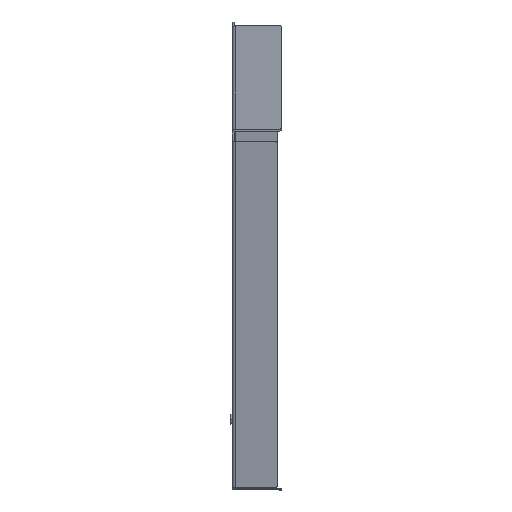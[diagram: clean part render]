
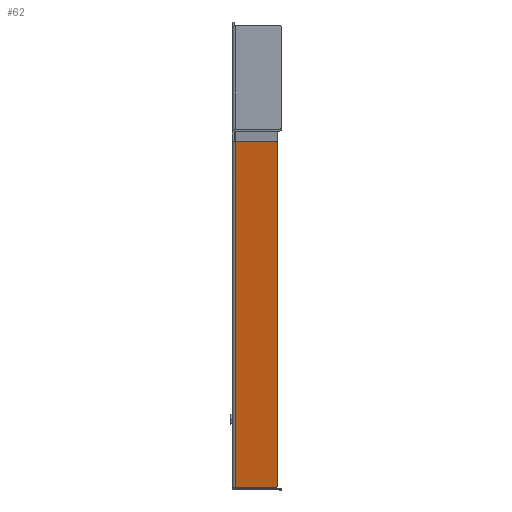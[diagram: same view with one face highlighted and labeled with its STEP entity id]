
A CAD part, front view. The second image highlights one B-rep face of the part: STEP entity #62.
In plain terms, the highlighted planar face has unit normal (0, -0.978, -0.208).
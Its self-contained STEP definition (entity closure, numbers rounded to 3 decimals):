
#62=ADVANCED_FACE('',(#168),#1606,.T.);
#168=FACE_OUTER_BOUND('',#259,.T.);
#259=EDGE_LOOP('',(#503,#504,#505,#506,#507,#508));
#503=ORIENTED_EDGE('',*,*,#933,.F.);
#504=ORIENTED_EDGE('',*,*,#1006,.T.);
#505=ORIENTED_EDGE('',*,*,#931,.T.);
#506=ORIENTED_EDGE('',*,*,#938,.T.);
#507=ORIENTED_EDGE('',*,*,#936,.T.);
#508=ORIENTED_EDGE('',*,*,#1008,.T.);
#931=EDGE_CURVE('',#1540,#1496,#1173,.T.);
#933=EDGE_CURVE('',#1542,#1541,#1175,.T.);
#936=EDGE_CURVE('',#1498,#1544,#1178,.T.);
#938=EDGE_CURVE('',#1496,#1498,#1180,.T.);
#1006=EDGE_CURVE('',#1542,#1540,#1288,.T.);
#1008=EDGE_CURVE('',#1544,#1541,#1290,.T.);
#1173=B_SPLINE_CURVE_WITH_KNOTS('',1,(#2685,#2686),.UNSPECIFIED.,.F.,.F.,
(2,2),(0.,20.),.UNSPECIFIED.);
#1175=B_SPLINE_CURVE_WITH_KNOTS('',1,(#2689,#2690),.UNSPECIFIED.,.F.,.F.,
(2,2),(0.,177.247),.UNSPECIFIED.);
#1178=B_SPLINE_CURVE_WITH_KNOTS('',1,(#2695,#2696),.UNSPECIFIED.,.F.,.F.,
(2,2),(0.,20.),.UNSPECIFIED.);
#1180=B_SPLINE_CURVE_WITH_KNOTS('',1,(#2699,#2700),.UNSPECIFIED.,.F.,.F.,
(2,2),(0.,180.247),.UNSPECIFIED.);
#1288=TRIMMED_CURVE($,#1386,(#2863),(#2864),.T.,.CARTESIAN.);
#1290=TRIMMED_CURVE($,#1388,(#2869),(#2870),.T.,.CARTESIAN.);
#1386=CIRCLE('',#1846,1.5);
#1388=CIRCLE('',#1848,1.5);
#1496=VERTEX_POINT('',#2332);
#1498=VERTEX_POINT('',#2334);
#1540=VERTEX_POINT('',#2376);
#1541=VERTEX_POINT('',#2377);
#1542=VERTEX_POINT('',#2378);
#1544=VERTEX_POINT('',#2380);
#1606=PLANE('',#1725);
#1725=AXIS2_PLACEMENT_3D('',#2199,#1913,$);
#1846=AXIS2_PLACEMENT_3D($,#2862,#2089,#2090);
#1848=AXIS2_PLACEMENT_3D($,#2868,#2093,#2094);
#1913=DIRECTION('',(0.,-0.978,-0.208));
#2089=DIRECTION('',(0.,-0.978,-0.208));
#2090=DIRECTION('',(1.,0.,0.));
#2093=DIRECTION('',(0.,-0.978,-0.208));
#2094=DIRECTION('',(0.,0.208,-0.978));
#2199=CARTESIAN_POINT('',(173.9,-139.19,-56.));
#2332=CARTESIAN_POINT('',(175.5,-176.877,121.286));
#2334=CARTESIAN_POINT('',(175.5,-139.398,-55.022));
#2376=CARTESIAN_POINT('',(195.5,-176.877,121.286));
#2377=CARTESIAN_POINT('',(197.,-139.71,-53.555));
#2378=CARTESIAN_POINT('',(197.,-176.565,119.818));
#2380=CARTESIAN_POINT('',(195.5,-139.398,-55.022));
#2685=CARTESIAN_POINT('',(195.5,-176.877,121.286));
#2686=CARTESIAN_POINT('',(175.5,-176.877,121.286));
#2689=CARTESIAN_POINT('',(197.,-176.565,119.818));
#2690=CARTESIAN_POINT('',(197.,-139.71,-53.555));
#2695=CARTESIAN_POINT('',(175.5,-139.398,-55.022));
#2696=CARTESIAN_POINT('',(195.5,-139.398,-55.022));
#2699=CARTESIAN_POINT('',(175.5,-176.877,121.286));
#2700=CARTESIAN_POINT('',(175.5,-139.398,-55.022));
#2862=CARTESIAN_POINT('',(195.5,-176.565,119.818));
#2863=CARTESIAN_POINT('',(197.,-176.565,119.818));
#2864=CARTESIAN_POINT('',(195.5,-176.877,121.286));
#2868=CARTESIAN_POINT('',(195.5,-139.71,-53.555));
#2869=CARTESIAN_POINT('',(195.5,-139.398,-55.022));
#2870=CARTESIAN_POINT('',(197.,-139.71,-53.555));
